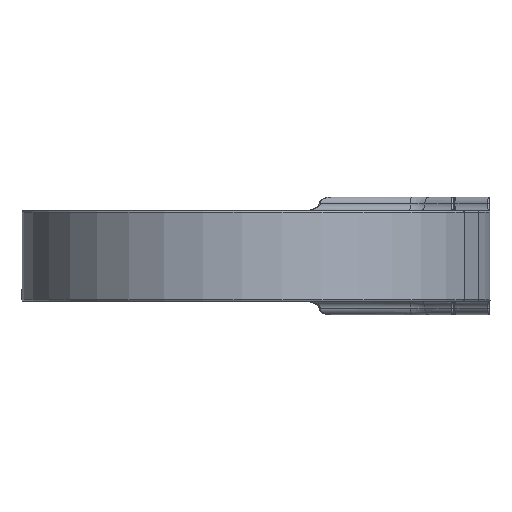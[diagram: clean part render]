
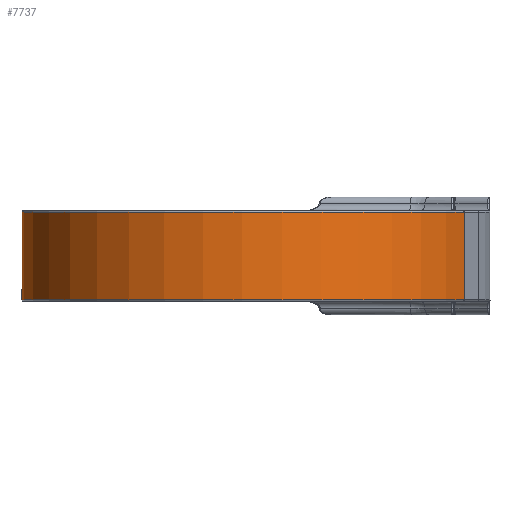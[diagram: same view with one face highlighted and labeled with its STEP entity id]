
A CAD part, left-side view. The second image highlights one B-rep face of the part: STEP entity #7737.
In plain terms, the highlighted cylindrical face has radius 32.25 mm (diameter 64.5 mm), a partial arc.
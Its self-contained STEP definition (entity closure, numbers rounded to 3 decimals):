
#2290=DIRECTION('',(0.,0.,1.));
#2291=VECTOR('',#2290,12.3);
#2292=CARTESIAN_POINT('',(-12.559,-29.704,-6.15));
#2293=LINE('',#2292,#2291);
#2294=CARTESIAN_POINT('',(0.,0.,6.15));
#2295=DIRECTION('',(0.,0.,1.));
#2296=DIRECTION('',(0.949,0.316,0.));
#2297=AXIS2_PLACEMENT_3D('',#2294,#2295,#2296);
#2299=CARTESIAN_POINT('',(0.,0.,-6.15));
#2300=DIRECTION('',(0.,0.,-1.));
#2301=DIRECTION('',(-0.389,-0.921,0.));
#2302=AXIS2_PLACEMENT_3D('',#2299,#2300,#2301);
#2304=DIRECTION('',(0.,0.,1.));
#2305=VECTOR('',#2304,12.3);
#2306=CARTESIAN_POINT('',(30.593,10.203,-6.15));
#2307=LINE('',#2306,#2305);
#3402=CARTESIAN_POINT('',(30.593,10.203,6.15));
#3403=VERTEX_POINT('',#3402);
#3406=CARTESIAN_POINT('',(-12.559,-29.704,6.15));
#3407=VERTEX_POINT('',#3406);
#3458=CARTESIAN_POINT('',(-12.559,-29.704,-6.15));
#3459=VERTEX_POINT('',#3458);
#3462=CARTESIAN_POINT('',(30.593,10.203,-6.15));
#3463=VERTEX_POINT('',#3462);
#7725=CARTESIAN_POINT('',(0.,0.,-6.35));
#7726=DIRECTION('',(0.,0.,1.));
#7727=DIRECTION('',(1.,0.,0.));
#7728=AXIS2_PLACEMENT_3D('',#7725,#7726,#7727);
#7729=CYLINDRICAL_SURFACE('',#7728,32.25);
#7730=ORIENTED_EDGE('',*,*,#5509,.T.);
#7731=ORIENTED_EDGE('',*,*,#7720,.F.);
#7732=ORIENTED_EDGE('',*,*,#3936,.T.);
#7734=ORIENTED_EDGE('',*,*,#7733,.T.);
#7735=EDGE_LOOP('',(#7730,#7731,#7732,#7734));
#7736=FACE_OUTER_BOUND('',#7735,.F.);
#7737=ADVANCED_FACE('',(#7736),#7729,.T.);
#2298=CIRCLE('',#2297,32.25);
#2303=CIRCLE('',#2302,32.25);
#3936=EDGE_CURVE('',#3459,#3463,#2303,.T.);
#5509=EDGE_CURVE('',#3403,#3407,#2298,.T.);
#7720=EDGE_CURVE('',#3459,#3407,#2293,.T.);
#7733=EDGE_CURVE('',#3463,#3403,#2307,.T.);
